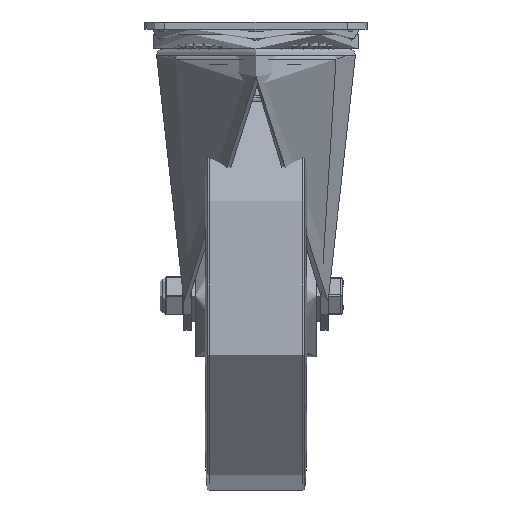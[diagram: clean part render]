
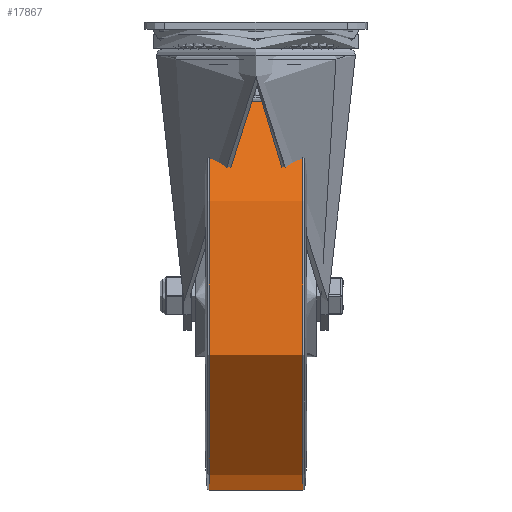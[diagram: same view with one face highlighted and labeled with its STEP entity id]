
A CAD part, left-side view. The second image highlights one B-rep face of the part: STEP entity #17867.
In plain terms, the highlighted cylindrical face has radius 100 mm (diameter 200 mm), a full revolution.
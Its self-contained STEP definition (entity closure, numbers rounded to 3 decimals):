
#2664=FACE_OUTER_BOUND('',#3801,.T.);
#3801=EDGE_LOOP('',(#13505,#13506,#13507,#13508));
#5186=LINE('',#29938,#6248);
#6248=VECTOR('',#22202,100.);
#7044=CIRCLE('',#19494,100.);
#7045=CIRCLE('',#19496,100.);
#8123=VERTEX_POINT('',#29933);
#8124=VERTEX_POINT('',#29937);
#10089=EDGE_CURVE('',#8123,#8123,#7044,.T.);
#10090=EDGE_CURVE('',#8123,#8124,#5186,.T.);
#10091=EDGE_CURVE('',#8124,#8124,#7045,.T.);
#13505=ORIENTED_EDGE('',*,*,#10089,.F.);
#13506=ORIENTED_EDGE('',*,*,#10090,.T.);
#13507=ORIENTED_EDGE('',*,*,#10091,.T.);
#13508=ORIENTED_EDGE('',*,*,#10090,.F.);
#17450=CYLINDRICAL_SURFACE('',#19495,100.);
#17867=ADVANCED_FACE('',(#2664),#17450,.T.);
#19494=AXIS2_PLACEMENT_3D('',#29935,#22198,#22199);
#19495=AXIS2_PLACEMENT_3D('',#29936,#22200,#22201);
#19496=AXIS2_PLACEMENT_3D('',#29939,#22203,#22204);
#22198=DIRECTION('center_axis',(0.,1.,0.));
#22199=DIRECTION('ref_axis',(0.,0.,1.));
#22200=DIRECTION('center_axis',(0.,1.,0.));
#22201=DIRECTION('ref_axis',(0.,0.,1.));
#22202=DIRECTION('',(0.,-1.,0.));
#22203=DIRECTION('center_axis',(0.,1.,0.));
#22204=DIRECTION('ref_axis',(0.,0.,1.));
#29933=CARTESIAN_POINT('',(0.,23.062,-100.));
#29935=CARTESIAN_POINT('Origin',(0.,23.062,0.));
#29936=CARTESIAN_POINT('Origin',(0.,0.,0.));
#29937=CARTESIAN_POINT('',(0.,-23.062,-100.));
#29938=CARTESIAN_POINT('',(0.,0.,
-100.));
#29939=CARTESIAN_POINT('Origin',(0.,-23.062,0.));
